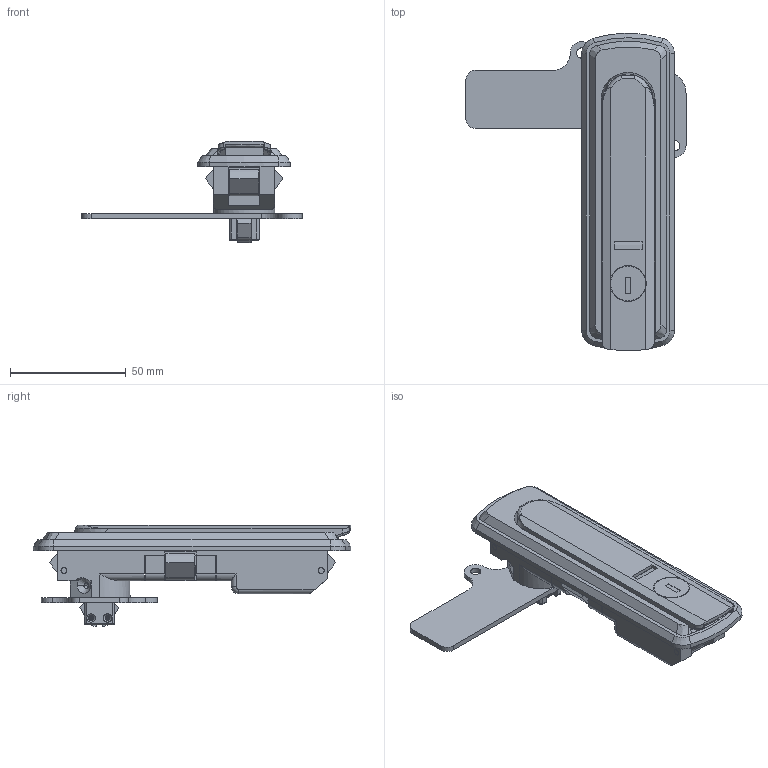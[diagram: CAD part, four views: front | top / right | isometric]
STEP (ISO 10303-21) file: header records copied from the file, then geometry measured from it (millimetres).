
FILE_DESCRIPTION (( 'STEP AP203' ), '1' );
FILE_NAME ('A-436-1.STEP', '2023-02-07T01:06:27', ( '' ), ( '' ), 'SwSTEP 2.0', 'SolidWorks 2021', '' );
FILE_SCHEMA (( 'CONFIG_CONTROL_DESIGN' ));
Length unit declared in the file: millimetre
Products named in the file (16): A-436-1; A-436_ケースパッキン__公開用; A-436_爪押さえブロック__公開用; A-436_インジケーター軸_; A-436_止め金フック用ピン_; A-436_本体__公開用; A-436_サイドフック用ピン__公開用; A-436_止め金_; A-436_M5僒僢僔偹偠_; A-436_ハンドル軸ピン_; A-436_上下フック用ピン_; A-436_ケースフック__公開用; A-436_ハンドル軸__公開用; A-436_インジケーター_; A-436_止め金フック_; A-436_ハンドル__公開用
Assembly tree (23 placements, depth 2):
  A-436-1
    A-436_本体__公開用
    A-436_ハンドル__公開用
    A-436_ケースパッキン__公開用
    A-436_ケースフック__公開用  x4
    A-436_爪押さえブロック__公開用
    A-436_インジケーター_
    A-436_インジケーター軸_
    A-436_ハンドル軸__公開用
    A-436_ハンドル軸ピン_
    A-436_止め金フック_  x2
    A-436_止め金_
    A-436_上下フック用ピン_  x2
    A-436_サイドフック用ピン__公開用  x2
    A-436_止め金フック用ピン_  x2
    A-436_M5僒僢僔偹偠_  x2
Bounding box: 95 x 137 x 43.73 mm (x, y, z)
Volume: 83435.1 mm3; surface area: 57803 mm2
Topology: 23 solids, 23 shells, 681 faces, 1762 edges, 1129 vertices
Faces by surface type: plane 303, cylinder 274, cone 58, bspline 27, torus 19
Entity records: 20932 total; most frequent: CARTESIAN_POINT 5200, ORIENTED_EDGE 2934, DIRECTION 2855, EDGE_CURVE 1467, AXIS2_PLACEMENT_3D 1019, VERTEX_POINT 945, VECTOR 817, LINE 817
